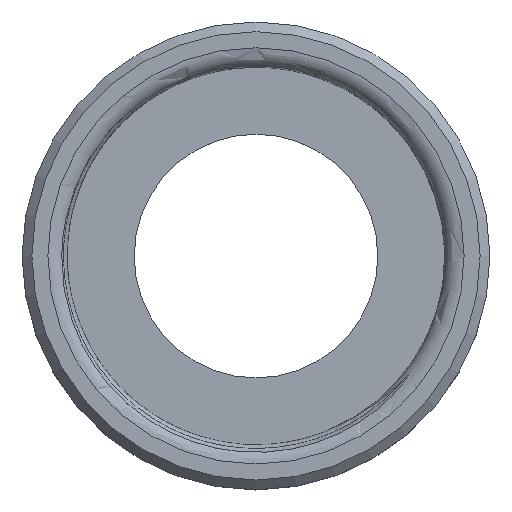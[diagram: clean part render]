
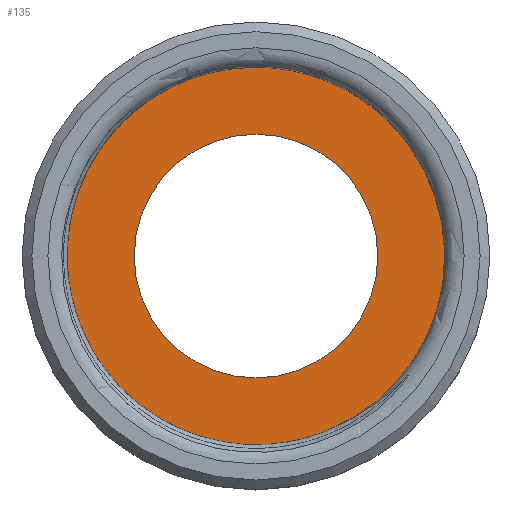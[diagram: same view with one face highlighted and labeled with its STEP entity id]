
A CAD part, top view. The second image highlights one B-rep face of the part: STEP entity #135.
In plain terms, the highlighted planar face has unit normal (0, 0, 1).
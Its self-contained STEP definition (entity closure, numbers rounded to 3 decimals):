
#27=FACE_BOUND('',#47,.T.);
#30=CIRCLE('',#159,12.5);
#37=FACE_OUTER_BOUND('',#46,.T.);
#46=EDGE_LOOP('',(#96,#97));
#47=EDGE_LOOP('',(#98));
#58=B_SPLINE_CURVE_WITH_KNOTS('',3,(#209,#210,#211,#212,#213,#214,#215,
#216,#217,#218,#219,#220,#221,#222,#223,#224,#225,#226,#227),
 .UNSPECIFIED.,.F.,.F.,(4,3,3,3,3,3,4),(-12.462,-11.422,
-10.4,-9.304,-8.191,-7.121,
-6.581),.UNSPECIFIED.);
#59=B_SPLINE_CURVE_WITH_KNOTS('',3,(#228,#229,#230,#231,#232,#233,#234,
#235,#236,#237,#238,#239,#240,#241,#242,#243,#244,#245,#246,#247),
 .UNSPECIFIED.,.F.,.F.,(4,2,2,2,2,2,2,2,2,4),(-6.301,-5.863,
-5.368,-4.631,-3.874,-3.102,
-2.318,-1.533,-0.757,0.),
 .UNSPECIFIED.);
#66=VERTEX_POINT('',#207);
#67=VERTEX_POINT('',#208);
#68=VERTEX_POINT('',#248);
#78=EDGE_CURVE('',#66,#67,#58,.T.);
#79=EDGE_CURVE('',#67,#66,#59,.T.);
#80=EDGE_CURVE('',#68,#68,#30,.T.);
#96=ORIENTED_EDGE('',*,*,#78,.F.);
#97=ORIENTED_EDGE('',*,*,#79,.F.);
#98=ORIENTED_EDGE('',*,*,#80,.T.);
#132=PLANE('',#158);
#135=ADVANCED_FACE('',(#37,#27),#132,.T.);
#158=AXIS2_PLACEMENT_3D('',#206,#174,#175);
#159=AXIS2_PLACEMENT_3D('',#249,#176,#177);
#174=DIRECTION('center_axis',(0.,0.,1.));
#175=DIRECTION('ref_axis',(1.,0.,0.));
#176=DIRECTION('center_axis',(0.,0.,-1.));
#177=DIRECTION('ref_axis',(1.,0.,0.));
#206=CARTESIAN_POINT('Origin',(0.,0.,2.));
#207=CARTESIAN_POINT('',(-6.251,18.742,2.));
#208=CARTESIAN_POINT('',(6.238,-18.746,2.));
#209=CARTESIAN_POINT('Ctrl Pts',(-6.251,18.742,2.));
#210=CARTESIAN_POINT('Ctrl Pts',(-2.871,19.75,2.));
#211=CARTESIAN_POINT('Ctrl Pts',(0.792,19.875,2.));
#212=CARTESIAN_POINT('Ctrl Pts',(4.264,19.037,2.));
#213=CARTESIAN_POINT('Ctrl Pts',(7.676,18.214,2.));
#214=CARTESIAN_POINT('Ctrl Pts',(10.861,16.47,2.));
#215=CARTESIAN_POINT('Ctrl Pts',(13.389,14.022,2.));
#216=CARTESIAN_POINT('Ctrl Pts',(16.099,11.397,2.));
#217=CARTESIAN_POINT('Ctrl Pts',(18.044,7.964,2.));
#218=CARTESIAN_POINT('Ctrl Pts',(18.885,4.245,2.));
#219=CARTESIAN_POINT('Ctrl Pts',(19.74,0.467,2.));
#220=CARTESIAN_POINT('Ctrl Pts',(19.444,-3.576,2.));
#221=CARTESIAN_POINT('Ctrl Pts',(18.038,-7.205,2.));
#222=CARTESIAN_POINT('Ctrl Pts',(16.686,-10.696,2.));
#223=CARTESIAN_POINT('Ctrl Pts',(14.309,-13.803,2.));
#224=CARTESIAN_POINT('Ctrl Pts',(11.263,-16.044,2.));
#225=CARTESIAN_POINT('Ctrl Pts',(9.728,-17.174,2.));
#226=CARTESIAN_POINT('Ctrl Pts',(8.028,-18.086,2.));
#227=CARTESIAN_POINT('Ctrl Pts',(6.238,-18.746,2.));
#228=CARTESIAN_POINT('Ctrl Pts',(6.238,-18.746,2.));
#229=CARTESIAN_POINT('Ctrl Pts',(4.868,-19.252,2.));
#230=CARTESIAN_POINT('Ctrl Pts',(3.443,-19.597,2.));
#231=CARTESIAN_POINT('Ctrl Pts',(0.353,-19.983,2.));
#232=CARTESIAN_POINT('Ctrl Pts',(-1.307,-19.977,2.));
#233=CARTESIAN_POINT('Ctrl Pts',(-5.385,-19.442,2.));
#234=CARTESIAN_POINT('Ctrl Pts',(-7.743,-18.665,2.));
#235=CARTESIAN_POINT('Ctrl Pts',(-12.109,-16.253,2.));
#236=CARTESIAN_POINT('Ctrl Pts',(-14.067,-14.617,2.));
#237=CARTESIAN_POINT('Ctrl Pts',(-17.296,-10.662,2.));
#238=CARTESIAN_POINT('Ctrl Pts',(-18.522,-8.366,2.));
#239=CARTESIAN_POINT('Ctrl Pts',(-20.041,-3.396,2.));
#240=CARTESIAN_POINT('Ctrl Pts',(-20.305,-0.764,2.));
#241=CARTESIAN_POINT('Ctrl Pts',(-19.796,4.451,2.));
#242=CARTESIAN_POINT('Ctrl Pts',(-19.027,6.984,2.));
#243=CARTESIAN_POINT('Ctrl Pts',(-16.559,11.576,2.));
#244=CARTESIAN_POINT('Ctrl Pts',(-14.893,13.596,2.));
#245=CARTESIAN_POINT('Ctrl Pts',(-10.922,16.823,2.));
#246=CARTESIAN_POINT('Ctrl Pts',(-8.669,18.021,2.));
#247=CARTESIAN_POINT('Ctrl Pts',(-6.251,18.742,2.));
#248=CARTESIAN_POINT('',(-12.5,0.,2.));
#249=CARTESIAN_POINT('Origin',(0.,0.,2.));
